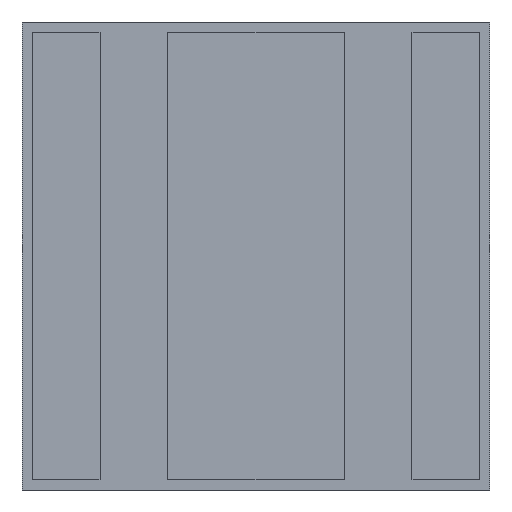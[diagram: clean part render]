
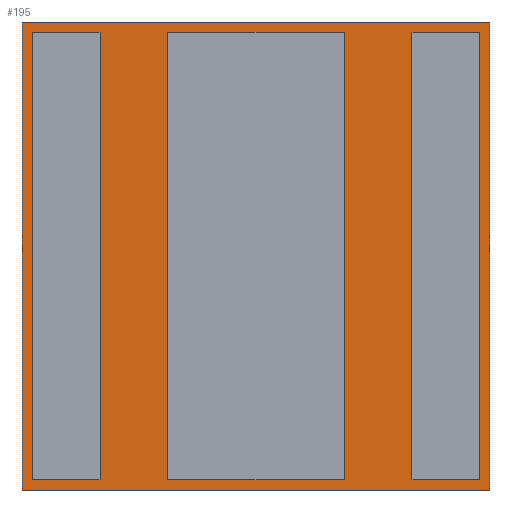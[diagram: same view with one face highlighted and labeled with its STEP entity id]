
A CAD part, front view. The second image highlights one B-rep face of the part: STEP entity #195.
In plain terms, the highlighted planar face has unit normal (0, -1, 0).
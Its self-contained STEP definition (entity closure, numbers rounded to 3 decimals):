
#2 = VECTOR ( 'NONE', #269, 1000. ) ;
#29 = LINE ( 'NONE', #704, #1027 ) ;
#44 = DIRECTION ( 'NONE',  ( 0., 0., -1. ) ) ;
#58 = ORIENTED_EDGE ( 'NONE', *, *, #682, .F. ) ;
#64 = DIRECTION ( 'NONE',  ( 1., 0., 0. ) ) ;
#73 = VERTEX_POINT ( 'NONE', #611 ) ;
#76 = CARTESIAN_POINT ( 'NONE',  ( 1.15, 0.05, 1.65 ) ) ;
#80 = CARTESIAN_POINT ( 'NONE',  ( 0.65, 0.05, -1.65 ) ) ;
#84 = ORIENTED_EDGE ( 'NONE', *, *, #724, .F. ) ;
#88 = VERTEX_POINT ( 'NONE', #1120 ) ;
#124 = EDGE_CURVE ( 'NONE', #88, #73, #756, .T. ) ;
#132 = EDGE_CURVE ( 'NONE', #139, #685, #282, .T. ) ;
#135 = VECTOR ( 'NONE', #769, 1000. ) ;
#139 = VERTEX_POINT ( 'NONE', #967 ) ;
#143 = DIRECTION ( 'NONE',  ( 0., 0., 1. ) ) ;
#145 = LINE ( 'NONE', #941, #1048 ) ;
#148 = EDGE_CURVE ( 'NONE', #685, #181, #439, .T. ) ;
#165 = LINE ( 'NONE', #255, #614 ) ;
#174 = CARTESIAN_POINT ( 'NONE',  ( 1.725, 0.05, -1.725 ) ) ;
#176 = CARTESIAN_POINT ( 'NONE',  ( 1.15, 0.05, 1.65 ) ) ;
#181 = VERTEX_POINT ( 'NONE', #703 ) ;
#193 = LINE ( 'NONE', #1011, #934 ) ;
#195 = ADVANCED_FACE ( 'NONE', ( #466, #1080, #218, #430 ), #902, .F. ) ;
#213 = ORIENTED_EDGE ( 'NONE', *, *, #486, .F. ) ;
#218 = FACE_BOUND ( 'NONE', #1007, .T. ) ;
#243 = DIRECTION ( 'NONE',  ( 0., 0., -1. ) ) ;
#250 = CARTESIAN_POINT ( 'NONE',  ( 1.725, 0.05, 1.725 ) ) ;
#255 = CARTESIAN_POINT ( 'NONE',  ( 1.65, 0.05, 1.65 ) ) ;
#258 = CARTESIAN_POINT ( 'NONE',  ( -1.725, 0.05, 1.725 ) ) ;
#259 = LINE ( 'NONE', #1051, #2 ) ;
#262 = VERTEX_POINT ( 'NONE', #176 ) ;
#269 = DIRECTION ( 'NONE',  ( 0., 0., -1. ) ) ;
#282 = LINE ( 'NONE', #174, #494 ) ;
#293 = VERTEX_POINT ( 'NONE', #299 ) ;
#295 = EDGE_LOOP ( 'NONE', ( #660, #532, #58, #865 ) ) ;
#299 = CARTESIAN_POINT ( 'NONE',  ( -0.65, 0.05, -1.65 ) ) ;
#305 = EDGE_LOOP ( 'NONE', ( #789, #646, #213, #84 ) ) ;
#326 = LINE ( 'NONE', #936, #722 ) ;
#337 = ORIENTED_EDGE ( 'NONE', *, *, #148, .T. ) ;
#345 = DIRECTION ( 'NONE',  ( 1., 0., 0. ) ) ;
#354 = ORIENTED_EDGE ( 'NONE', *, *, #474, .T. ) ;
#366 = EDGE_CURVE ( 'NONE', #862, #262, #390, .T. ) ;
#377 = VECTOR ( 'NONE', #64, 1000. ) ;
#389 = DIRECTION ( 'NONE',  ( 1., 0., 0. ) ) ;
#390 = LINE ( 'NONE', #731, #884 ) ;
#393 = EDGE_CURVE ( 'NONE', #436, #890, #926, .T. ) ;
#401 = DIRECTION ( 'NONE',  ( 0., 0., 1. ) ) ;
#423 = CARTESIAN_POINT ( 'NONE',  ( 1.65, 0.05, -1.65 ) ) ;
#425 = DIRECTION ( 'NONE',  ( -1., 0., 0. ) ) ;
#427 = VECTOR ( 'NONE', #1095, 1000. ) ;
#430 = FACE_OUTER_BOUND ( 'NONE', #726, .T. ) ;
#436 = VERTEX_POINT ( 'NONE', #576 ) ;
#437 = CARTESIAN_POINT ( 'NONE',  ( 0.65, 0.05, 1.65 ) ) ;
#439 = LINE ( 'NONE', #258, #650 ) ;
#441 = CARTESIAN_POINT ( 'NONE',  ( -1.65, 0.05, 1.65 ) ) ;
#447 = VECTOR ( 'NONE', #389, 1000. ) ;
#449 = LINE ( 'NONE', #603, #377 ) ;
#466 = FACE_BOUND ( 'NONE', #295, .T. ) ;
#474 = EDGE_CURVE ( 'NONE', #181, #930, #544, .T. ) ;
#486 = EDGE_CURVE ( 'NONE', #712, #780, #193, .T. ) ;
#494 = VECTOR ( 'NONE', #962, 1000. ) ;
#496 = CARTESIAN_POINT ( 'NONE',  ( -1.65, 0.05, 1.65 ) ) ;
#497 = LINE ( 'NONE', #496, #1063 ) ;
#510 = CARTESIAN_POINT ( 'NONE',  ( -0.65, 0.05, 1.65 ) ) ;
#523 = VECTOR ( 'NONE', #425, 1000. ) ;
#532 = ORIENTED_EDGE ( 'NONE', *, *, #366, .F. ) ;
#535 = EDGE_CURVE ( 'NONE', #73, #436, #497, .T. ) ;
#544 = LINE ( 'NONE', #1067, #427 ) ;
#575 = EDGE_CURVE ( 'NONE', #890, #88, #326, .T. ) ;
#576 = CARTESIAN_POINT ( 'NONE',  ( -1.65, 0.05, -1.65 ) ) ;
#595 = ORIENTED_EDGE ( 'NONE', *, *, #124, .F. ) ;
#603 = CARTESIAN_POINT ( 'NONE',  ( 1.15, 0.05, -1.65 ) ) ;
#611 = CARTESIAN_POINT ( 'NONE',  ( -1.65, 0.05, 1.65 ) ) ;
#614 = VECTOR ( 'NONE', #960, 1000. ) ;
#618 = CARTESIAN_POINT ( 'NONE',  ( 1.15, 0.05, -1.65 ) ) ;
#619 = ORIENTED_EDGE ( 'NONE', *, *, #535, .F. ) ;
#627 = CARTESIAN_POINT ( 'NONE',  ( 0., 0.05, 0. ) ) ;
#631 = DIRECTION ( 'NONE',  ( 0., 0., 1. ) ) ;
#632 = ORIENTED_EDGE ( 'NONE', *, *, #132, .T. ) ;
#634 = EDGE_CURVE ( 'NONE', #780, #761, #145, .T. ) ;
#646 = ORIENTED_EDGE ( 'NONE', *, *, #634, .F. ) ;
#650 = VECTOR ( 'NONE', #881, 1000. ) ;
#660 = ORIENTED_EDGE ( 'NONE', *, *, #742, .F. ) ;
#682 = EDGE_CURVE ( 'NONE', #807, #862, #165, .T. ) ;
#685 = VERTEX_POINT ( 'NONE', #250 ) ;
#703 = CARTESIAN_POINT ( 'NONE',  ( -1.725, 0.05, 1.725 ) ) ;
#704 = CARTESIAN_POINT ( 'NONE',  ( -0.65, 0.05, -1.65 ) ) ;
#712 = VERTEX_POINT ( 'NONE', #80 ) ;
#718 = CARTESIAN_POINT ( 'NONE',  ( -1.725, 0.05, -1.725 ) ) ;
#722 = VECTOR ( 'NONE', #143, 1000. ) ;
#724 = EDGE_CURVE ( 'NONE', #293, #712, #29, .T. ) ;
#726 = EDGE_LOOP ( 'NONE', ( #632, #337, #354, #970 ) ) ;
#728 = DIRECTION ( 'NONE',  ( -1., 0., 0. ) ) ;
#731 = CARTESIAN_POINT ( 'NONE',  ( 1.15, 0.05, 1.65 ) ) ;
#742 = EDGE_CURVE ( 'NONE', #262, #753, #871, .T. ) ;
#753 = VERTEX_POINT ( 'NONE', #618 ) ;
#756 = LINE ( 'NONE', #441, #523 ) ;
#760 = DIRECTION ( 'NONE',  ( -1., 0., 0. ) ) ;
#761 = VERTEX_POINT ( 'NONE', #510 ) ;
#769 = DIRECTION ( 'NONE',  ( 1., 0., 0. ) ) ;
#774 = EDGE_CURVE ( 'NONE', #753, #807, #449, .T. ) ;
#780 = VERTEX_POINT ( 'NONE', #437 ) ;
#789 = ORIENTED_EDGE ( 'NONE', *, *, #888, .F. ) ;
#799 = EDGE_CURVE ( 'NONE', #930, #139, #928, .T. ) ;
#807 = VERTEX_POINT ( 'NONE', #423 ) ;
#838 = ORIENTED_EDGE ( 'NONE', *, *, #575, .F. ) ;
#862 = VERTEX_POINT ( 'NONE', #874 ) ;
#865 = ORIENTED_EDGE ( 'NONE', *, *, #774, .F. ) ;
#871 = LINE ( 'NONE', #76, #1003 ) ;
#874 = CARTESIAN_POINT ( 'NONE',  ( 1.65, 0.05, 1.65 ) ) ;
#881 = DIRECTION ( 'NONE',  ( -1., 0., 0. ) ) ;
#884 = VECTOR ( 'NONE', #728, 1000. ) ;
#888 = EDGE_CURVE ( 'NONE', #761, #293, #259, .T. ) ;
#890 = VERTEX_POINT ( 'NONE', #964 ) ;
#902 = PLANE ( 'NONE',  #1029 ) ;
#917 = CARTESIAN_POINT ( 'NONE',  ( -1.65, 0.05, -1.65 ) ) ;
#926 = LINE ( 'NONE', #917, #447 ) ;
#928 = LINE ( 'NONE', #1113, #135 ) ;
#930 = VERTEX_POINT ( 'NONE', #718 ) ;
#934 = VECTOR ( 'NONE', #401, 1000. ) ;
#936 = CARTESIAN_POINT ( 'NONE',  ( -1.15, 0.05, 1.65 ) ) ;
#941 = CARTESIAN_POINT ( 'NONE',  ( -0.65, 0.05, 1.65 ) ) ;
#960 = DIRECTION ( 'NONE',  ( 0., 0., 1. ) ) ;
#962 = DIRECTION ( 'NONE',  ( 0., 0., 1. ) ) ;
#964 = CARTESIAN_POINT ( 'NONE',  ( -1.15, 0.05, -1.65 ) ) ;
#967 = CARTESIAN_POINT ( 'NONE',  ( 1.725, 0.05, -1.725 ) ) ;
#970 = ORIENTED_EDGE ( 'NONE', *, *, #799, .T. ) ;
#976 = DIRECTION ( 'NONE',  ( 0., 1., 0. ) ) ;
#1003 = VECTOR ( 'NONE', #243, 1000. ) ;
#1007 = EDGE_LOOP ( 'NONE', ( #619, #595, #838, #1057 ) ) ;
#1011 = CARTESIAN_POINT ( 'NONE',  ( 0.65, 0.05, 1.65 ) ) ;
#1027 = VECTOR ( 'NONE', #345, 1000. ) ;
#1029 = AXIS2_PLACEMENT_3D ( 'NONE', #627, #976, #631 ) ;
#1048 = VECTOR ( 'NONE', #760, 1000. ) ;
#1051 = CARTESIAN_POINT ( 'NONE',  ( -0.65, 0.05, 1.65 ) ) ;
#1057 = ORIENTED_EDGE ( 'NONE', *, *, #393, .F. ) ;
#1063 = VECTOR ( 'NONE', #44, 1000. ) ;
#1067 = CARTESIAN_POINT ( 'NONE',  ( -1.725, 0.05, -1.725 ) ) ;
#1080 = FACE_BOUND ( 'NONE', #305, .T. ) ;
#1095 = DIRECTION ( 'NONE',  ( 0., 0., -1. ) ) ;
#1113 = CARTESIAN_POINT ( 'NONE',  ( -1.725, 0.05, -1.725 ) ) ;
#1120 = CARTESIAN_POINT ( 'NONE',  ( -1.15, 0.05, 1.65 ) ) ;
